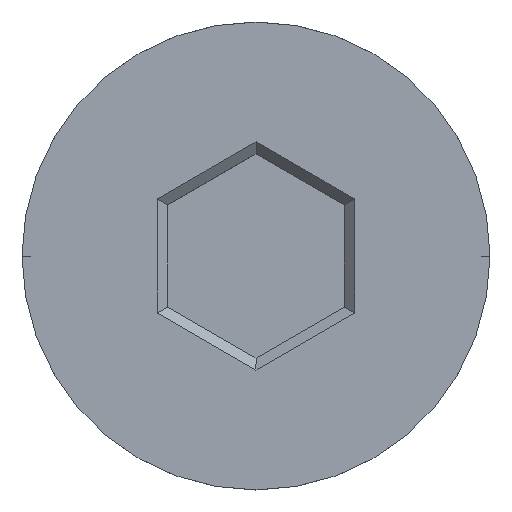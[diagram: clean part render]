
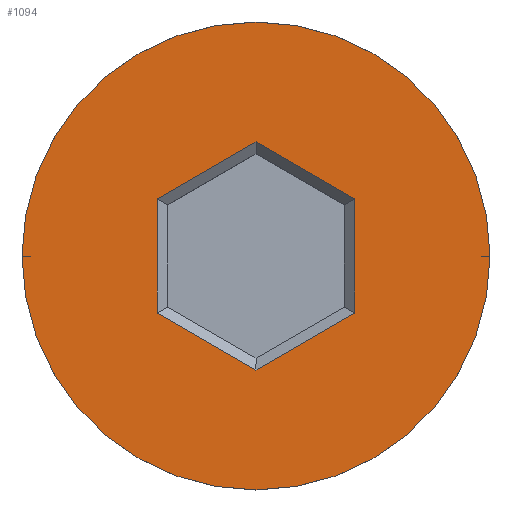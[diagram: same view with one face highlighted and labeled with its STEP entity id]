
A CAD part, top view. The second image highlights one B-rep face of the part: STEP entity #1094.
In plain terms, the highlighted planar face has unit normal (0, 0, 1).
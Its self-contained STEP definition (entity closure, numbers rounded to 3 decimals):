
#13 = LINE ( 'NONE', #693, #113 ) ;
#16 = VECTOR ( 'NONE', #539, 1000. ) ;
#27 = VERTEX_POINT ( 'NONE', #456 ) ;
#44 = ORIENTED_EDGE ( 'NONE', *, *, #530, .T. ) ;
#51 = EDGE_LOOP ( 'NONE', ( #44, #190, #354, #1343, #478, #1042 ) ) ;
#61 = EDGE_CURVE ( 'NONE', #995, #1359, #512, .T. ) ;
#75 = CARTESIAN_POINT ( 'NONE',  ( 1.9, -1.097, 0. ) ) ;
#76 = DIRECTION ( 'NONE',  ( 0., 1., 0. ) ) ;
#83 = VERTEX_POINT ( 'NONE', #75 ) ;
#85 = DIRECTION ( 'NONE',  ( 0.866, 0.5, 0. ) ) ;
#113 = VECTOR ( 'NONE', #366, 1000. ) ;
#117 = LINE ( 'NONE', #630, #545 ) ;
#131 = DIRECTION ( 'NONE',  ( 1., 0., 0. ) ) ;
#160 = AXIS2_PLACEMENT_3D ( 'NONE', #247, #447, #131 ) ;
#190 = ORIENTED_EDGE ( 'NONE', *, *, #61, .T. ) ;
#247 = CARTESIAN_POINT ( 'NONE',  ( 0., 0., 0. ) ) ;
#254 = CARTESIAN_POINT ( 'NONE',  ( 4.5, 0., 0. ) ) ;
#354 = ORIENTED_EDGE ( 'NONE', *, *, #1318, .T. ) ;
#357 = CARTESIAN_POINT ( 'NONE',  ( 0., 0., 0. ) ) ;
#358 = EDGE_CURVE ( 'NONE', #1154, #27, #644, .T. ) ;
#366 = DIRECTION ( 'NONE',  ( 0., -1., 0. ) ) ;
#374 = DIRECTION ( 'NONE',  ( -0.866, -0.5, 0. ) ) ;
#376 = DIRECTION ( 'NONE',  ( -0.866, 0.5, 0. ) ) ;
#379 = VECTOR ( 'NONE', #374, 1000. ) ;
#383 = CARTESIAN_POINT ( 'NONE',  ( -4.5, 0., 0. ) ) ;
#406 = CARTESIAN_POINT ( 'NONE',  ( -1.9, 0.981, 0. ) ) ;
#414 = EDGE_LOOP ( 'NONE', ( #902, #527 ) ) ;
#447 = DIRECTION ( 'NONE',  ( 0., 0., 1. ) ) ;
#456 = CARTESIAN_POINT ( 'NONE',  ( 1.9, 1.097, 0. ) ) ;
#469 = AXIS2_PLACEMENT_3D ( 'NONE', #357, #791, #665 ) ;
#472 = AXIS2_PLACEMENT_3D ( 'NONE', #1358, #926, #672 ) ;
#478 = ORIENTED_EDGE ( 'NONE', *, *, #1076, .T. ) ;
#480 = EDGE_CURVE ( 'NONE', #1009, #1071, #917, .T. ) ;
#485 = EDGE_CURVE ( 'NONE', #1071, #1009, #1025, .T. ) ;
#492 = PLANE ( 'NONE',  #472 ) ;
#512 = LINE ( 'NONE', #406, #789 ) ;
#527 = ORIENTED_EDGE ( 'NONE', *, *, #485, .T. ) ;
#530 = EDGE_CURVE ( 'NONE', #1241, #995, #1376, .T. ) ;
#539 = DIRECTION ( 'NONE',  ( 0.866, -0.5, 0. ) ) ;
#545 = VECTOR ( 'NONE', #85, 1000. ) ;
#576 = CARTESIAN_POINT ( 'NONE',  ( -1.9, -1.097, 0. ) ) ;
#630 = CARTESIAN_POINT ( 'NONE',  ( -0.1, 2.136, 0. ) ) ;
#644 = LINE ( 'NONE', #1082, #16 ) ;
#665 = DIRECTION ( 'NONE',  ( 1., 0., 0. ) ) ;
#672 = DIRECTION ( 'NONE',  ( 1., 0., 0. ) ) ;
#690 = CARTESIAN_POINT ( 'NONE',  ( -1.9, 1.097, 0. ) ) ;
#693 = CARTESIAN_POINT ( 'NONE',  ( 1.9, -0.981, 0. ) ) ;
#738 = CARTESIAN_POINT ( 'NONE',  ( 0., -2.194, 0. ) ) ;
#789 = VECTOR ( 'NONE', #76, 1000. ) ;
#791 = DIRECTION ( 'NONE',  ( 0., 0., 1. ) ) ;
#848 = VECTOR ( 'NONE', #376, 1000. ) ;
#902 = ORIENTED_EDGE ( 'NONE', *, *, #480, .T. ) ;
#917 = CIRCLE ( 'NONE', #469, 4.5 ) ;
#926 = DIRECTION ( 'NONE',  ( 0., 0., 1. ) ) ;
#963 = EDGE_CURVE ( 'NONE', #83, #1241, #1247, .T. ) ;
#995 = VERTEX_POINT ( 'NONE', #576 ) ;
#1009 = VERTEX_POINT ( 'NONE', #254 ) ;
#1025 = CIRCLE ( 'NONE', #160, 4.5 ) ;
#1042 = ORIENTED_EDGE ( 'NONE', *, *, #963, .T. ) ;
#1071 = VERTEX_POINT ( 'NONE', #383 ) ;
#1076 = EDGE_CURVE ( 'NONE', #27, #83, #13, .T. ) ;
#1082 = CARTESIAN_POINT ( 'NONE',  ( 1.8, 1.155, 0. ) ) ;
#1094 = ADVANCED_FACE ( 'NONE', ( #1112, #1138 ), #492, .T. ) ;
#1112 = FACE_BOUND ( 'NONE', #51, .T. ) ;
#1138 = FACE_OUTER_BOUND ( 'NONE', #414, .T. ) ;
#1154 = VERTEX_POINT ( 'NONE', #1168 ) ;
#1158 = CARTESIAN_POINT ( 'NONE',  ( -1.8, -1.155, 0. ) ) ;
#1168 = CARTESIAN_POINT ( 'NONE',  ( 0., 2.194, 0. ) ) ;
#1228 = CARTESIAN_POINT ( 'NONE',  ( 0.1, -2.136, 0. ) ) ;
#1241 = VERTEX_POINT ( 'NONE', #738 ) ;
#1247 = LINE ( 'NONE', #1228, #379 ) ;
#1318 = EDGE_CURVE ( 'NONE', #1359, #1154, #117, .T. ) ;
#1343 = ORIENTED_EDGE ( 'NONE', *, *, #358, .T. ) ;
#1358 = CARTESIAN_POINT ( 'NONE',  ( 0., 0., 0. ) ) ;
#1359 = VERTEX_POINT ( 'NONE', #690 ) ;
#1376 = LINE ( 'NONE', #1158, #848 ) ;
